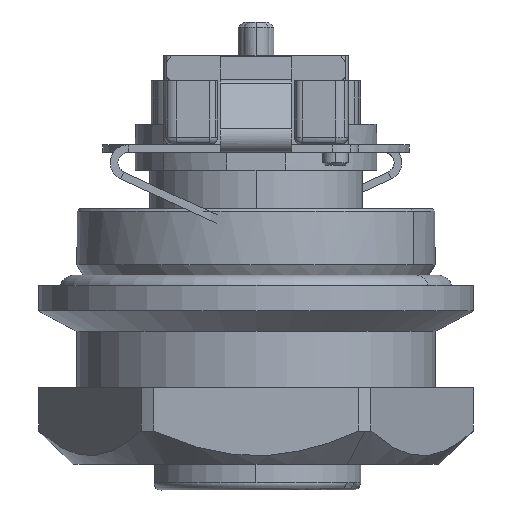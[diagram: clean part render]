
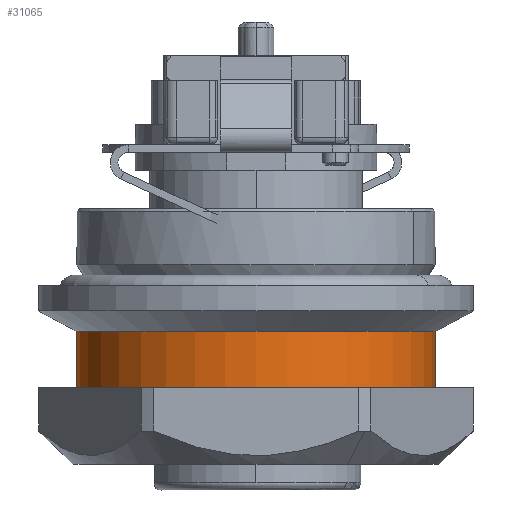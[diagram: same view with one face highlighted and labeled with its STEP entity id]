
A CAD part, left-side view. The second image highlights one B-rep face of the part: STEP entity #31065.
In plain terms, the highlighted cylindrical face has radius 7 mm (diameter 14 mm), a partial arc.
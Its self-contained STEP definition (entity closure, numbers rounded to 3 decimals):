
#30996=AXIS2_PLACEMENT_3D('Circle Axis2P3D',#30994,#30995,$) ;
#31052=AXIS2_PLACEMENT_3D('Cylinder Axis2P3D',#31049,#31050,#31051) ;
#31056=AXIS2_PLACEMENT_3D('Circle Axis2P3D',#31054,#31055,$) ;
#30967=CARTESIAN_POINT('Vertex',(8.5,15.5,6.2)) ;
#30974=CARTESIAN_POINT('Vertex',(8.5,1.5,6.2)) ;
#30994=CARTESIAN_POINT('Axis2P3D Location',(8.5,8.5,6.2)) ;
#31011=CARTESIAN_POINT('Line Origine',(8.5,15.5,5.1)) ;
#31015=CARTESIAN_POINT('Vertex',(8.5,15.5,4.)) ;
#31018=CARTESIAN_POINT('Line Origine',(8.5,1.5,5.1)) ;
#31022=CARTESIAN_POINT('Vertex',(8.5,1.5,4.)) ;
#31049=CARTESIAN_POINT('Axis2P3D Location',(8.5,8.5,5.1)) ;
#31054=CARTESIAN_POINT('Axis2P3D Location',(8.5,8.5,4.)) ;
#30995=DIRECTION('Axis2P3D Direction',(0.,0.,1.)) ;
#31012=DIRECTION('Vector Direction',(0.,0.,-1.)) ;
#31019=DIRECTION('Vector Direction',(0.,0.,-1.)) ;
#31050=DIRECTION('Axis2P3D Direction',(0.,0.,-1.)) ;
#31051=DIRECTION('Axis2P3D XDirection',(0.,-1.,0.)) ;
#31055=DIRECTION('Axis2P3D Direction',(0.,0.,-1.)) ;
#31013=VECTOR('Line Direction',#31012,1.) ;
#31020=VECTOR('Line Direction',#31019,1.) ;
#31060=ORIENTED_EDGE('',*,*,#31024,.T.) ;
#31061=ORIENTED_EDGE('',*,*,#30998,.T.) ;
#31062=ORIENTED_EDGE('',*,*,#31017,.T.) ;
#31063=ORIENTED_EDGE('',*,*,#31058,.F.) ;
#31065=ADVANCED_FACE('V3',(#31064),#31053,.T.) ;
#30997=CIRCLE('generated circle',#30996,7.) ;
#31057=CIRCLE('generated circle',#31056,7.) ;
#31053=CYLINDRICAL_SURFACE('generated cylinder',#31052,7.) ;
#30998=EDGE_CURVE('',#30975,#30968,#30997,.F.) ;
#31017=EDGE_CURVE('',#30968,#31016,#31014,.T.) ;
#31024=EDGE_CURVE('',#31023,#30975,#31021,.F.) ;
#31058=EDGE_CURVE('',#31023,#31016,#31057,.T.) ;
#31059=EDGE_LOOP('',(#31060,#31061,#31062,#31063)) ;
#31064=FACE_OUTER_BOUND('',#31059,.T.) ;
#31014=LINE('Line',#31011,#31013) ;
#31021=LINE('Line',#31018,#31020) ;
#30968=VERTEX_POINT('',#30967) ;
#30975=VERTEX_POINT('',#30974) ;
#31016=VERTEX_POINT('',#31015) ;
#31023=VERTEX_POINT('',#31022) ;
